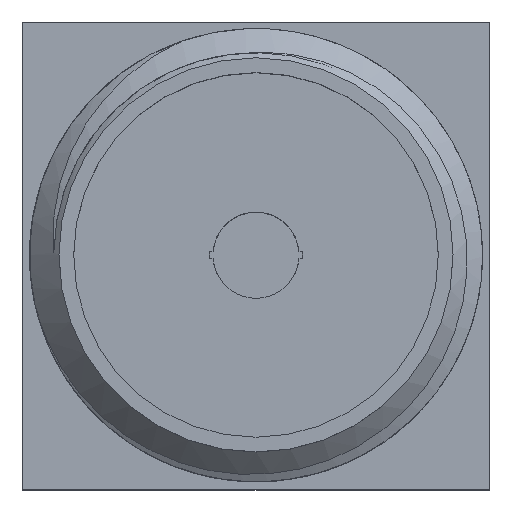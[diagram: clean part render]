
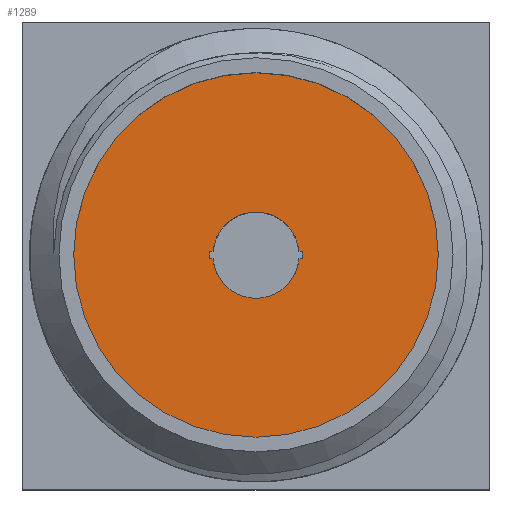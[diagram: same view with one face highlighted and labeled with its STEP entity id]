
A CAD part, top view. The second image highlights one B-rep face of the part: STEP entity #1289.
In plain terms, the highlighted planar face has unit normal (0, 0, 1).
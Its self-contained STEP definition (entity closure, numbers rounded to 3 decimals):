
#83=LINE('',#2045,#145);
#84=LINE('',#2049,#146);
#85=LINE('',#2053,#147);
#86=LINE('',#2057,#148);
#145=VECTOR('',#1528,1000.);
#146=VECTOR('',#1531,1000.);
#147=VECTOR('',#1534,1000.);
#148=VECTOR('',#1537,1000.);
#182=PLANE('',#1365);
#277=ORIENTED_EDGE('',*,*,#490,.F.);
#278=ORIENTED_EDGE('',*,*,#491,.T.);
#279=ORIENTED_EDGE('',*,*,#492,.T.);
#280=ORIENTED_EDGE('',*,*,#493,.T.);
#281=ORIENTED_EDGE('',*,*,#494,.T.);
#282=ORIENTED_EDGE('',*,*,#495,.T.);
#283=ORIENTED_EDGE('',*,*,#496,.F.);
#284=ORIENTED_EDGE('',*,*,#497,.T.);
#285=ORIENTED_EDGE('',*,*,#498,.F.);
#490=EDGE_CURVE('',#598,#598,#650,.T.);
#491=EDGE_CURVE('',#599,#600,#651,.T.);
#492=EDGE_CURVE('',#600,#601,#83,.T.);
#493=EDGE_CURVE('',#601,#602,#652,.T.);
#494=EDGE_CURVE('',#602,#603,#84,.T.);
#495=EDGE_CURVE('',#603,#604,#653,.T.);
#496=EDGE_CURVE('',#605,#604,#85,.T.);
#497=EDGE_CURVE('',#605,#606,#654,.T.);
#498=EDGE_CURVE('',#599,#606,#86,.T.);
#598=VERTEX_POINT('',#2040);
#599=VERTEX_POINT('',#2043);
#600=VERTEX_POINT('',#2044);
#601=VERTEX_POINT('',#2046);
#602=VERTEX_POINT('',#2048);
#603=VERTEX_POINT('',#2050);
#604=VERTEX_POINT('',#2052);
#605=VERTEX_POINT('',#2054);
#606=VERTEX_POINT('',#2056);
#650=CIRCLE('',#1364,2.475);
#651=CIRCLE('',#1366,0.635);
#652=CIRCLE('',#1367,0.585);
#653=CIRCLE('',#1368,0.635);
#654=CIRCLE('',#1369,0.585);
#700=EDGE_LOOP('',(#277));
#701=EDGE_LOOP('',(#278,#279,#280,#281,#282,#283,#284,#285));
#784=FACE_BOUND('',#700,.T.);
#785=FACE_BOUND('',#701,.T.);
#1289=ADVANCED_FACE('',(#784,#785),#182,.F.);
#1364=AXIS2_PLACEMENT_3D('',#2039,#1522,#1523);
#1365=AXIS2_PLACEMENT_3D('',#2041,#1524,#1525);
#1366=AXIS2_PLACEMENT_3D('',#2042,#1526,#1527);
#1367=AXIS2_PLACEMENT_3D('',#2047,#1529,#1530);
#1368=AXIS2_PLACEMENT_3D('',#2051,#1532,#1533);
#1369=AXIS2_PLACEMENT_3D('',#2055,#1535,#1536);
#1522=DIRECTION('',(0.,0.,-1.));
#1523=DIRECTION('',(1.,0.,0.));
#1524=DIRECTION('',(0.,0.,-1.));
#1525=DIRECTION('',(-1.,0.,0.));
#1526=DIRECTION('',(0.,0.,-1.));
#1527=DIRECTION('',(0.722,0.692,0.));
#1528=DIRECTION('',(-1.,0.,0.));
#1529=DIRECTION('',(0.,0.,-1.));
#1530=DIRECTION('',(0.,-1.,0.));
#1531=DIRECTION('',(-1.,0.,0.));
#1532=DIRECTION('',(0.,0.,-1.));
#1533=DIRECTION('',(0.722,0.692,0.));
#1534=DIRECTION('',(-1.,0.,0.));
#1535=DIRECTION('',(0.,0.,-1.));
#1536=DIRECTION('',(0.,-1.,0.));
#1537=DIRECTION('',(-1.,0.,0.));
#2039=CARTESIAN_POINT('',(0.,0.,7.53));
#2040=CARTESIAN_POINT('',(2.475,0.,7.53));
#2041=CARTESIAN_POINT('',(0.,0.,7.53));
#2042=CARTESIAN_POINT('',(0.,0.,7.53));
#2043=CARTESIAN_POINT('',(0.633,0.05,7.53));
#2044=CARTESIAN_POINT('',(0.633,-0.05,7.53));
#2045=CARTESIAN_POINT('',(3.,-0.05,7.53));
#2046=CARTESIAN_POINT('',(0.583,-0.05,7.53));
#2047=CARTESIAN_POINT('',(0.,0.,7.53));
#2048=CARTESIAN_POINT('',(-0.583,-0.05,7.53));
#2049=CARTESIAN_POINT('',(3.,-0.05,7.53));
#2050=CARTESIAN_POINT('',(-0.633,-0.05,7.53));
#2051=CARTESIAN_POINT('',(0.,0.,7.53));
#2052=CARTESIAN_POINT('',(-0.633,0.05,7.53));
#2053=CARTESIAN_POINT('',(3.,0.05,7.53));
#2054=CARTESIAN_POINT('',(-0.583,0.05,7.53));
#2055=CARTESIAN_POINT('',(0.,0.,7.53));
#2056=CARTESIAN_POINT('',(0.583,0.05,7.53));
#2057=CARTESIAN_POINT('',(3.,0.05,7.53));
